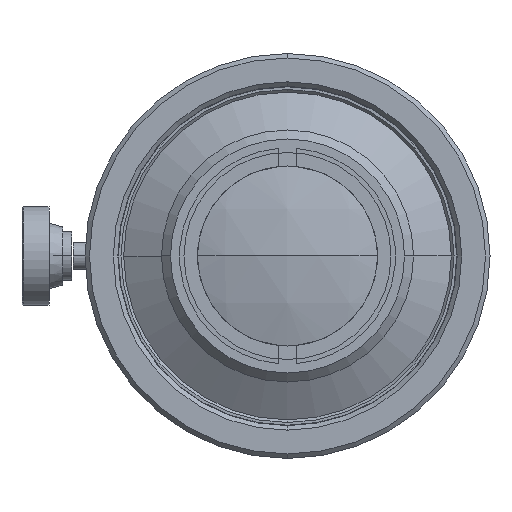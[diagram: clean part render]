
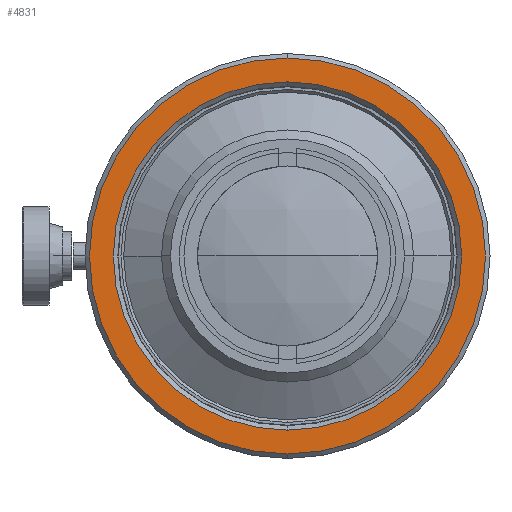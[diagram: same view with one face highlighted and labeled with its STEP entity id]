
A CAD part, left-side view. The second image highlights one B-rep face of the part: STEP entity #4831.
In plain terms, the highlighted planar face has unit normal (-1, 0, 0).
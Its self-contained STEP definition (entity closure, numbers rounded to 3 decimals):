
#77 = CARTESIAN_POINT ( 'NONE',  ( 28.83, 0., 22. ) ) ;
#85 = AXIS2_PLACEMENT_3D ( 'NONE', #1489, #4442, #2264 ) ;
#152 = CARTESIAN_POINT ( 'NONE',  ( 28.83, 0., 0. ) ) ;
#219 = ORIENTED_EDGE ( 'NONE', *, *, #881, .T. ) ;
#450 = AXIS2_PLACEMENT_3D ( 'NONE', #3228, #3256, #2151 ) ;
#703 = CARTESIAN_POINT ( 'NONE',  ( 28.83, 0., -19.35 ) ) ;
#733 = CIRCLE ( 'NONE', #85, 22. ) ;
#752 = EDGE_LOOP ( 'NONE', ( #3288, #1689 ) ) ;
#822 = AXIS2_PLACEMENT_3D ( 'NONE', #152, #937, #3555 ) ;
#881 = EDGE_CURVE ( 'NONE', #1568, #4310, #2384, .T. ) ;
#908 = DIRECTION ( 'NONE',  ( 1., 0., 0. ) ) ;
#937 = DIRECTION ( 'NONE',  ( 1., 0., 0. ) ) ;
#948 = EDGE_CURVE ( 'NONE', #4310, #1568, #3949, .T. ) ;
#960 = DIRECTION ( 'NONE',  ( 0., 0., -1. ) ) ;
#1010 = FACE_BOUND ( 'NONE', #2843, .T. ) ;
#1084 = CIRCLE ( 'NONE', #2634, 22. ) ;
#1226 = DIRECTION ( 'NONE',  ( -1., 0., 0. ) ) ;
#1458 = EDGE_CURVE ( 'NONE', #2525, #3870, #733, .T. ) ;
#1489 = CARTESIAN_POINT ( 'NONE',  ( 28.83, 0., 0. ) ) ;
#1568 = VERTEX_POINT ( 'NONE', #4556 ) ;
#1689 = ORIENTED_EDGE ( 'NONE', *, *, #1458, .T. ) ;
#2030 = DIRECTION ( 'NONE',  ( 0., 0., -1. ) ) ;
#2151 = DIRECTION ( 'NONE',  ( 0., 0., -1. ) ) ;
#2264 = DIRECTION ( 'NONE',  ( 0., 0., -1. ) ) ;
#2384 = CIRCLE ( 'NONE', #822, 19.35 ) ;
#2525 = VERTEX_POINT ( 'NONE', #77 ) ;
#2634 = AXIS2_PLACEMENT_3D ( 'NONE', #3498, #1226, #2030 ) ;
#2843 = EDGE_LOOP ( 'NONE', ( #219, #3370 ) ) ;
#3148 = AXIS2_PLACEMENT_3D ( 'NONE', #3180, #908, #960 ) ;
#3180 = CARTESIAN_POINT ( 'NONE',  ( 28.83, 0., 0. ) ) ;
#3228 = CARTESIAN_POINT ( 'NONE',  ( 28.83, 18.85, 0. ) ) ;
#3256 = DIRECTION ( 'NONE',  ( 1., 0., 0. ) ) ;
#3288 = ORIENTED_EDGE ( 'NONE', *, *, #3938, .T. ) ;
#3303 = PLANE ( 'NONE',  #450 ) ;
#3370 = ORIENTED_EDGE ( 'NONE', *, *, #948, .T. ) ;
#3468 = CARTESIAN_POINT ( 'NONE',  ( 28.83, 0., -22. ) ) ;
#3498 = CARTESIAN_POINT ( 'NONE',  ( 28.83, 0., 0. ) ) ;
#3555 = DIRECTION ( 'NONE',  ( 0., 0., -1. ) ) ;
#3870 = VERTEX_POINT ( 'NONE', #3468 ) ;
#3938 = EDGE_CURVE ( 'NONE', #3870, #2525, #1084, .T. ) ;
#3949 = CIRCLE ( 'NONE', #3148, 19.35 ) ;
#4021 = FACE_OUTER_BOUND ( 'NONE', #752, .T. ) ;
#4310 = VERTEX_POINT ( 'NONE', #703 ) ;
#4442 = DIRECTION ( 'NONE',  ( -1., 0., 0. ) ) ;
#4556 = CARTESIAN_POINT ( 'NONE',  ( 28.83, 0., 19.35 ) ) ;
#4831 = ADVANCED_FACE ( 'NONE', ( #1010, #4021 ), #3303, .F. ) ;
